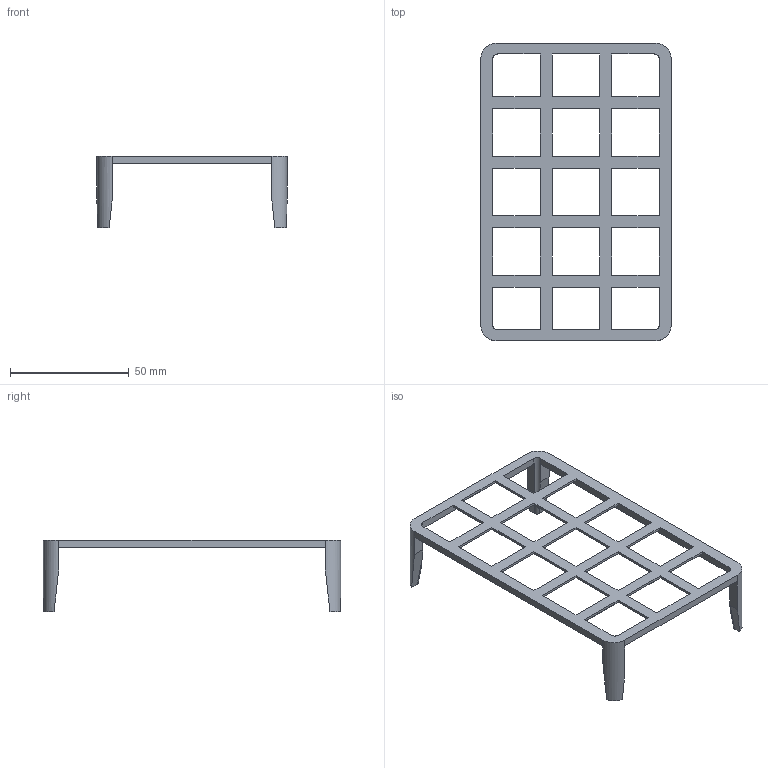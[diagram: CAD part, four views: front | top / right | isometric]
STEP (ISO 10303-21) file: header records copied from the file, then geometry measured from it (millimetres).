
FILE_DESCRIPTION(/* description */ (''),/* implementation_level */ '2;1');
FILE_NAME(/* name */ 'Part Washer Basin Grill.stp',/* time_stamp */ '2020-09-13T23:40:18-06:00',/* author */ (''),/* organization */ (''),/* preprocessor_version */ 'ST-DEVELOPER v15.2',/* originating_system */ 'Autodesk Translator Framework v2.0.0.5431',/* authorisation */ '');
FILE_SCHEMA (('AUTOMOTIVE_DESIGN { 1 0 10303 214 3 1 1 }'));
Length unit declared in the file: centimetre
Products named in the file (1): Grill Insert for magnetic stirrer
Bounding box: 80 x 125 x 30 mm (x, y, z)
Volume: 13532.9 mm3; surface area: 14313.4 mm2
Topology: 1 solids, 1 shells, 144 faces, 390 edges, 244 vertices
Faces by surface type: plane 132, cylinder 12
Entity records: 4601 total; most frequent: CARTESIAN_POINT 903, ORIENTED_EDGE 780, DIRECTION 712, EDGE_CURVE 390, LINE 350, VECTOR 350, VERTEX_POINT 244, AXIS2_PLACEMENT_3D 181
